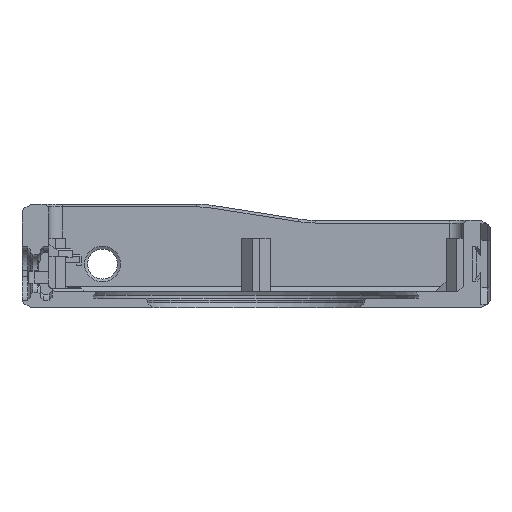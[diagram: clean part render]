
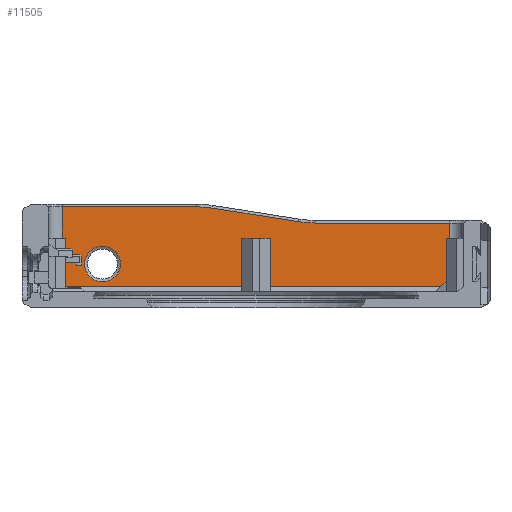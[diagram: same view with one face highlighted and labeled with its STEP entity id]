
A CAD part, left-side view. The second image highlights one B-rep face of the part: STEP entity #11505.
In plain terms, the highlighted planar face has unit normal (-1, 0, 0).
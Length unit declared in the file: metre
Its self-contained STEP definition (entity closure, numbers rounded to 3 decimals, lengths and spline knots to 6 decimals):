
#251=CIRCLE('',#12225,0.0205);
#260=CIRCLE('',#12244,0.0195);
#261=CIRCLE('',#12245,0.00332);
#577=LINE('',#16685,#1989);
#580=LINE('',#16691,#1992);
#829=LINE('',#17226,#2241);
#839=LINE('',#17304,#2251);
#840=LINE('',#17306,#2252);
#841=LINE('',#17308,#2253);
#842=LINE('',#17310,#2254);
#843=LINE('',#17312,#2255);
#844=LINE('',#17315,#2256);
#845=LINE('',#17317,#2257);
#846=LINE('',#17319,#2258);
#847=LINE('',#17320,#2259);
#848=LINE('',#17322,#2260);
#849=LINE('',#17324,#2261);
#1989=VECTOR('',#13298,1.);
#1992=VECTOR('',#13303,1.);
#2241=VECTOR('',#13586,1.);
#2251=VECTOR('',#13684,1.);
#2252=VECTOR('',#13685,1.);
#2253=VECTOR('',#13686,1.);
#2254=VECTOR('',#13687,1.);
#2255=VECTOR('',#13688,1.);
#2256=VECTOR('',#13691,1.);
#2257=VECTOR('',#13692,1.);
#2258=VECTOR('',#13693,1.);
#2259=VECTOR('',#13694,1.);
#2260=VECTOR('',#13695,1.);
#2261=VECTOR('',#13696,1.);
#3790=ORIENTED_EDGE('',*,*,#6839,.T.);
#3791=ORIENTED_EDGE('',*,*,#7137,.T.);
#3792=ORIENTED_EDGE('',*,*,#7138,.F.);
#3793=ORIENTED_EDGE('',*,*,#7139,.T.);
#3794=ORIENTED_EDGE('',*,*,#7140,.F.);
#3795=ORIENTED_EDGE('',*,*,#7141,.T.);
#3796=ORIENTED_EDGE('',*,*,#7124,.T.);
#3797=ORIENTED_EDGE('',*,*,#7103,.T.);
#3798=ORIENTED_EDGE('',*,*,#7142,.T.);
#3799=ORIENTED_EDGE('',*,*,#7143,.T.);
#3800=ORIENTED_EDGE('',*,*,#7144,.T.);
#3801=ORIENTED_EDGE('',*,*,#7145,.T.);
#3802=ORIENTED_EDGE('',*,*,#6842,.T.);
#3803=ORIENTED_EDGE('',*,*,#7146,.F.);
#3804=ORIENTED_EDGE('',*,*,#7147,.F.);
#3805=ORIENTED_EDGE('',*,*,#7148,.T.);
#3806=ORIENTED_EDGE('',*,*,#7149,.T.);
#6839=EDGE_CURVE('',#8518,#8517,#577,.T.);
#6842=EDGE_CURVE('',#8520,#8519,#580,.T.);
#7103=EDGE_CURVE('',#8773,#8776,#829,.T.);
#7124=EDGE_CURVE('',#8791,#8773,#251,.F.);
#7137=EDGE_CURVE('',#8517,#8801,#839,.F.);
#7138=EDGE_CURVE('',#8802,#8801,#840,.T.);
#7139=EDGE_CURVE('',#8802,#8803,#841,.T.);
#7140=EDGE_CURVE('',#8804,#8803,#842,.T.);
#7141=EDGE_CURVE('',#8804,#8791,#843,.T.);
#7142=EDGE_CURVE('',#8776,#8805,#260,.T.);
#7143=EDGE_CURVE('',#8805,#8806,#844,.T.);
#7144=EDGE_CURVE('',#8806,#8807,#845,.T.);
#7145=EDGE_CURVE('',#8807,#8520,#846,.T.);
#7146=EDGE_CURVE('',#8808,#8519,#847,.T.);
#7147=EDGE_CURVE('',#8809,#8808,#848,.T.);
#7148=EDGE_CURVE('',#8809,#8518,#849,.T.);
#7149=EDGE_CURVE('',#8810,#8810,#261,.F.);
#8517=VERTEX_POINT('',#16684);
#8518=VERTEX_POINT('',#16686);
#8519=VERTEX_POINT('',#16690);
#8520=VERTEX_POINT('',#16692);
#8773=VERTEX_POINT('',#17220);
#8776=VERTEX_POINT('',#17225);
#8791=VERTEX_POINT('',#17270);
#8801=VERTEX_POINT('',#17305);
#8802=VERTEX_POINT('',#17307);
#8803=VERTEX_POINT('',#17309);
#8804=VERTEX_POINT('',#17311);
#8805=VERTEX_POINT('',#17314);
#8806=VERTEX_POINT('',#17316);
#8807=VERTEX_POINT('',#17318);
#8808=VERTEX_POINT('',#17321);
#8809=VERTEX_POINT('',#17323);
#8810=VERTEX_POINT('',#17326);
#9555=EDGE_LOOP('',(#3790,#3791,#3792,#3793,#3794,#3795,#3796,#3797,#3798,
#3799,#3800,#3801,#3802,#3803,#3804,#3805));
#9556=EDGE_LOOP('',(#3806));
#10299=FACE_BOUND('',#9555,.T.);
#10300=FACE_BOUND('',#9556,.T.);
#10997=PLANE('',#12243);
#11505=ADVANCED_FACE('',(#10299,#10300),#10997,.T.);
#12225=AXIS2_PLACEMENT_3D('',#17273,#13642,#13643);
#12243=AXIS2_PLACEMENT_3D('',#17303,#13682,#13683);
#12244=AXIS2_PLACEMENT_3D('',#17313,#13689,#13690);
#12245=AXIS2_PLACEMENT_3D('',#17325,#13697,#13698);
#13298=DIRECTION('',(0.,-1.,0.));
#13303=DIRECTION('',(0.,-1.,0.));
#13586=DIRECTION('',(0.,0.988,0.156));
#13642=DIRECTION('',(-1.,0.,0.));
#13643=DIRECTION('',(0.,0.,1.));
#13682=DIRECTION('',(-1.,0.,0.));
#13683=DIRECTION('',(0.,0.,1.));
#13684=DIRECTION('',(0.,0.707,-0.707));
#13685=DIRECTION('',(0.,0.,-1.));
#13686=DIRECTION('',(0.,-1.,0.));
#13687=DIRECTION('',(0.,0.,-1.));
#13688=DIRECTION('',(0.,1.,0.));
#13689=DIRECTION('',(-1.,0.,0.));
#13690=DIRECTION('',(0.,0.,1.));
#13691=DIRECTION('',(0.,1.,0.));
#13692=DIRECTION('',(0.,0.,-1.));
#13693=DIRECTION('',(0.,0.,-1.));
#13694=DIRECTION('',(0.,0.,-1.));
#13695=DIRECTION('',(0.,1.,0.));
#13696=DIRECTION('',(0.,0.,-1.));
#13697=DIRECTION('',(-1.,0.,0.));
#13698=DIRECTION('',(0.,0.,1.));
#16684=CARTESIAN_POINT('',(0.12434,-0.034429,-0.009));
#16685=CARTESIAN_POINT('',(0.12434,-0.036115,-0.009));
#16686=CARTESIAN_POINT('',(0.12434,-0.002671,-0.009));
#16690=CARTESIAN_POINT('',(0.12434,0.002671,-0.009));
#16691=CARTESIAN_POINT('',(0.12434,-0.036115,-0.009));
#16692=CARTESIAN_POINT('',(0.12434,0.036115,-0.009));
#17220=CARTESIAN_POINT('',(0.12434,-0.00789,0.00305));
#17225=CARTESIAN_POINT('',(0.12434,0.008056,0.005562));
#17226=CARTESIAN_POINT('',(0.12434,0.008056,0.005562));
#17270=CARTESIAN_POINT('',(0.12434,-0.011081,0.0028));
#17273=CARTESIAN_POINT('',(0.12434,-0.011081,0.0233));
#17303=CARTESIAN_POINT('',(0.12434,0.,0.0033));
#17304=CARTESIAN_POINT('',(0.12434,-0.023364,-0.020064));
#17305=CARTESIAN_POINT('',(0.12434,-0.035429,-0.008));
#17306=CARTESIAN_POINT('',(0.12434,-0.035429,0.));
#17307=CARTESIAN_POINT('',(0.12434,-0.035429,0.));
#17308=CARTESIAN_POINT('',(0.12434,-0.035772,0.));
#17309=CARTESIAN_POINT('',(0.12434,-0.036115,0.));
#17310=CARTESIAN_POINT('',(0.12434,-0.036115,0.0033));
#17311=CARTESIAN_POINT('',(0.12434,-0.036115,0.0028));
#17312=CARTESIAN_POINT('',(0.12434,0.,0.0028));
#17313=CARTESIAN_POINT('',(0.12434,0.011091,-0.0137));
#17314=CARTESIAN_POINT('',(0.12434,0.011091,0.0058));
#17315=CARTESIAN_POINT('',(0.12434,0.,0.0058));
#17316=CARTESIAN_POINT('',(0.12434,0.036115,0.0058));
#17317=CARTESIAN_POINT('',(0.12434,0.036115,0.0033));
#17318=CARTESIAN_POINT('',(0.12434,0.036115,0.));
#17319=CARTESIAN_POINT('',(0.12434,0.036115,0.));
#17320=CARTESIAN_POINT('',(0.12434,0.002671,0.));
#17321=CARTESIAN_POINT('',(0.12434,0.002671,0.));
#17322=CARTESIAN_POINT('',(0.12434,0.,0.));
#17323=CARTESIAN_POINT('',(0.12434,-0.002671,0.));
#17324=CARTESIAN_POINT('',(0.12434,-0.002671,0.));
#17325=CARTESIAN_POINT('',(0.12434,0.028615,-0.00485));
#17326=CARTESIAN_POINT('',(0.12434,0.028615,-0.00153));
